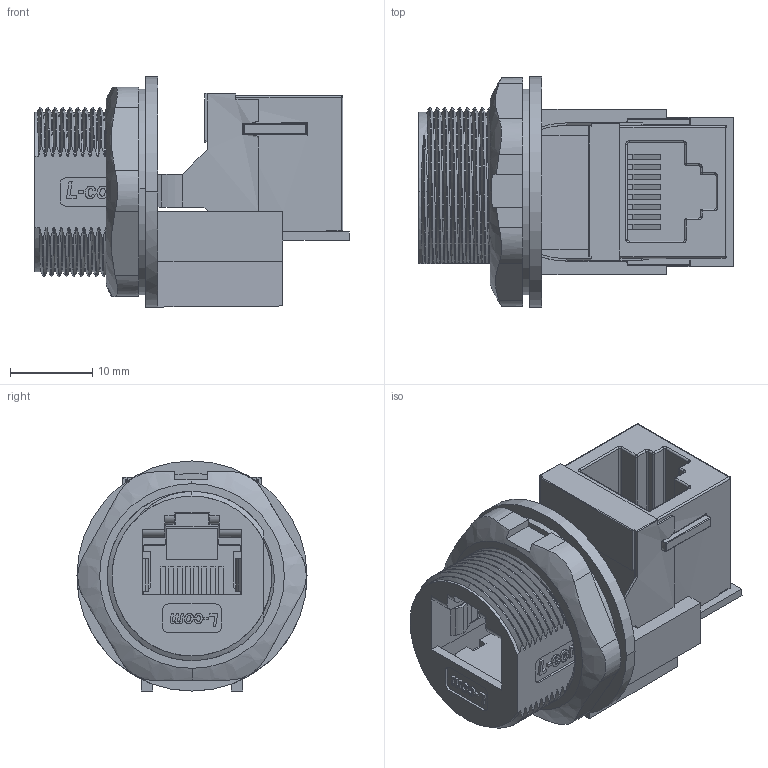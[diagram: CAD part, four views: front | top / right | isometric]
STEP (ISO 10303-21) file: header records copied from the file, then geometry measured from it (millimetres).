
FILE_DESCRIPTION (( 'STEP AP203' ), '1' );
FILE_NAME ('WPRJ-FTRACAT5E.STEP', '2010-04-02T15:50:49', ( 'x' ), ( 'Microsoft' ), 'SwSTEP 2.0', 'SolidWorks 2010', '' );
FILE_SCHEMA (( 'CONFIG_CONTROL_DESIGN' ));
Products named in the file (4): WPRJ-FTRACAT5E-MA3; WPRJ-FTRACAT5E; WPRJ-FTRACAT5E-MA2; WPRJ-FTRACAT5E-MA1
Assembly tree (3 placements, depth 2):
  WPRJ-FTRACAT5E
    WPRJ-FTRACAT5E-MA3
    WPRJ-FTRACAT5E-MA1
    WPRJ-FTRACAT5E-MA2
Bounding box: 38.3 x 28 x 28 mm (x, y, z)
Volume: 8560.8 mm3; surface area: 9995.5 mm2
Topology: 3 solids, 3 shells, 735 faces, 2128 edges, 1371 vertices
Faces by surface type: plane 339, cylinder 233, bspline 133, sphere 18, torus 10, cone 2
Entity records: 41411 total; most frequent: CARTESIAN_POINT 23392, ORIENTED_EDGE 4194, DIRECTION 2844, EDGE_CURVE 2097, VERTEX_POINT 1358, VECTOR 1214, LINE 1214, AXIS2_PLACEMENT_3D 815
